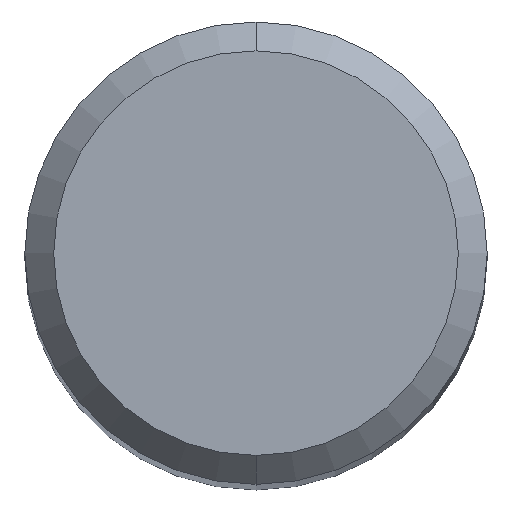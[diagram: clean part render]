
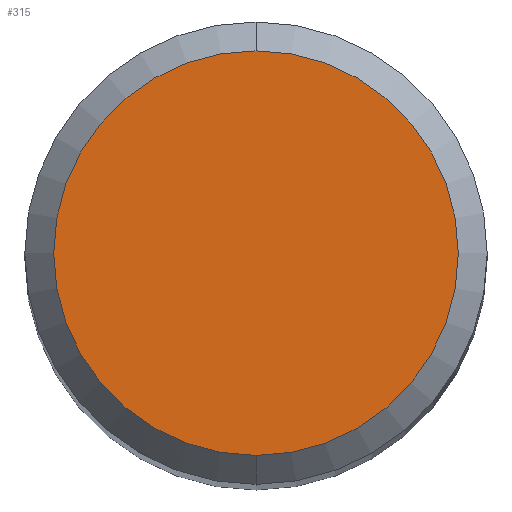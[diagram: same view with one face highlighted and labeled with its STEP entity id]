
A CAD part, top view. The second image highlights one B-rep face of the part: STEP entity #315.
In plain terms, the highlighted planar face has unit normal (0, 0, 1).
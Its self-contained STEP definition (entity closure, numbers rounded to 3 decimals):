
#189=EDGE_CURVE('',#249,#303,#431,.T.);
#249=VERTEX_POINT('',#495);
#303=VERTEX_POINT('',#557);
#305=EDGE_CURVE('',#303,#249,#559,.T.);
#315=ADVANCED_FACE('',(#570),#571,.T.);
#431=CIRCLE('',#696,2.8);
#495=CARTESIAN_POINT('',(0.0,2.8,0.0));
#557=CARTESIAN_POINT('',(0.,-2.8,0.0));
#559=CIRCLE('',#863,2.8);
#570=FACE_OUTER_BOUND('',#876,.T.);
#571=PLANE('',#877);
#696=AXIS2_PLACEMENT_3D('',#1015,#1016,#1017);
#863=AXIS2_PLACEMENT_3D('',#1181,#1182,#1183);
#876=EDGE_LOOP('',(#1199,#1200));
#877=AXIS2_PLACEMENT_3D('',#1201,#1202,#1203);
#1015=CARTESIAN_POINT('',(0.0,0.0,0.0));
#1016=DIRECTION('',(0.0,0.0,-1.0));
#1017=DIRECTION('',(0.0,1.0,0.0));
#1181=CARTESIAN_POINT('',(0.0,0.0,0.0));
#1182=DIRECTION('',(0.0,0.0,-1.0));
#1183=DIRECTION('',(0.0,1.0,0.0));
#1199=ORIENTED_EDGE('',*,*,#189,.F.);
#1200=ORIENTED_EDGE('',*,*,#305,.F.);
#1201=CARTESIAN_POINT('',(0.0,1.4,0.0));
#1202=DIRECTION('',(-0.0,0.0,1.0));
#1203=DIRECTION('',(0.0,-1.0,0.0));
